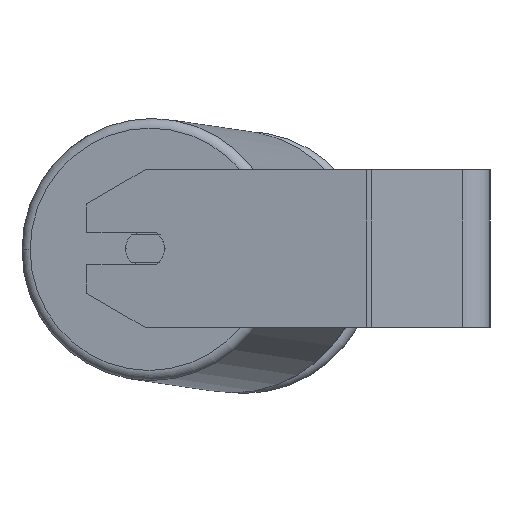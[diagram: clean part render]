
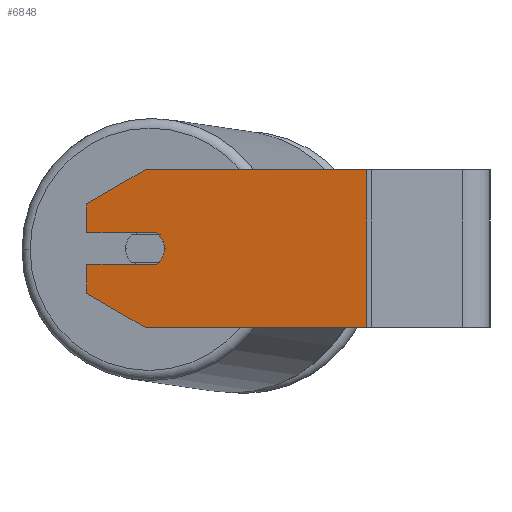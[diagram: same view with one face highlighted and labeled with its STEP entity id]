
A CAD part, left-side view. The second image highlights one B-rep face of the part: STEP entity #6848.
In plain terms, the highlighted planar face has unit normal (-0.985, 0.174, 0).
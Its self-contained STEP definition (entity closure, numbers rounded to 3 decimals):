
#18 = CARTESIAN_POINT ( 'NONE',  ( -414.762, 204.547, -40. ) ) ;
#60 = ORIENTED_EDGE ( 'NONE', *, *, #3290, .T. ) ;
#80 = DIRECTION ( 'NONE',  ( -0.174, -0.985, 0. ) ) ;
#88 = CARTESIAN_POINT ( 'NONE',  ( -419.971, 175.003, -40. ) ) ;
#170 = ORIENTED_EDGE ( 'NONE', *, *, #8250, .F. ) ;
#251 = EDGE_CURVE ( 'NONE', #8551, #7648, #8273, .T. ) ;
#253 = ORIENTED_EDGE ( 'NONE', *, *, #8576, .T. ) ;
#419 = DIRECTION ( 'NONE',  ( -0.174, -0.985, 0. ) ) ;
#576 = VERTEX_POINT ( 'NONE', #2965 ) ;
#614 = VERTEX_POINT ( 'NONE', #88 ) ;
#792 = CARTESIAN_POINT ( 'NONE',  ( -414.762, 204.547, 40. ) ) ;
#872 = LINE ( 'NONE', #5774, #6736 ) ;
#879 = ORIENTED_EDGE ( 'NONE', *, *, #5428, .F. ) ;
#899 = DIRECTION ( 'NONE',  ( -0.174, -0.985, 0. ) ) ;
#1078 = CARTESIAN_POINT ( 'NONE',  ( -414.762, 204.547, 40. ) ) ;
#1103 = PLANE ( 'NONE',  #6305 ) ;
#1153 = VERTEX_POINT ( 'NONE', #7692 ) ;
#1157 = LINE ( 'NONE', #1078, #5442 ) ;
#1251 = CARTESIAN_POINT ( 'NONE',  ( -419.971, 175.003, 0. ) ) ;
#1296 = ORIENTED_EDGE ( 'NONE', *, *, #4819, .F. ) ;
#1563 = DIRECTION ( 'NONE',  ( -0.15, -0.853, -0.5 ) ) ;
#1571 = CARTESIAN_POINT ( 'NONE',  ( -419.971, 175.003, 0. ) ) ;
#1802 = VECTOR ( 'NONE', #2415, 1000. ) ;
#1868 = VERTEX_POINT ( 'NONE', #2386 ) ;
#2221 = EDGE_CURVE ( 'NONE', #5104, #8463, #2451, .T. ) ;
#2285 = LINE ( 'NONE', #792, #2660 ) ;
#2386 = CARTESIAN_POINT ( 'NONE',  ( -414.762, 204.547, 22.679 ) ) ;
#2415 = DIRECTION ( 'NONE',  ( 0., 0., -1. ) ) ;
#2451 = LINE ( 'NONE', #3655, #1802 ) ;
#2551 = CARTESIAN_POINT ( 'NONE',  ( -421.013, 169.094, 8. ) ) ;
#2660 = VECTOR ( 'NONE', #5516, 1000. ) ;
#2829 = CARTESIAN_POINT ( 'NONE',  ( -421.708, 165.155, 0. ) ) ;
#2852 = VERTEX_POINT ( 'NONE', #7273 ) ;
#2965 = CARTESIAN_POINT ( 'NONE',  ( -414.762, 204.547, -22.679 ) ) ;
#3207 = VECTOR ( 'NONE', #1563, 1000. ) ;
#3290 = EDGE_CURVE ( 'NONE', #2852, #576, #2285, .T. ) ;
#3377 = LINE ( 'NONE', #18, #4748 ) ;
#3392 = CARTESIAN_POINT ( 'NONE',  ( -421.013, 169.094, -8. ) ) ;
#3655 = CARTESIAN_POINT ( 'NONE',  ( -439.787, 62.62, 40. ) ) ;
#3661 = FACE_OUTER_BOUND ( 'NONE', #7608, .T. ) ;
#3805 = DIRECTION ( 'NONE',  ( -0.985, 0.174, 0. ) ) ;
#3826 = CARTESIAN_POINT ( 'NONE',  ( -414.762, 204.547, 40. ) ) ;
#4069 = CARTESIAN_POINT ( 'NONE',  ( -421.013, 169.094, -8. ) ) ;
#4281 = LINE ( 'NONE', #6920, #3207 ) ;
#4555 = VERTEX_POINT ( 'NONE', #7982 ) ;
#4561 = VECTOR ( 'NONE', #80, 1000. ) ;
#4748 = VECTOR ( 'NONE', #6081, 1000. ) ;
#4819 = EDGE_CURVE ( 'NONE', #4555, #5104, #1157, .T. ) ;
#4913 = AXIS2_PLACEMENT_3D ( 'NONE', #1251, #3805, #419 ) ;
#5054 = VECTOR ( 'NONE', #8280, 1000. ) ;
#5084 = ORIENTED_EDGE ( 'NONE', *, *, #2221, .F. ) ;
#5104 = VERTEX_POINT ( 'NONE', #6414 ) ;
#5195 = CIRCLE ( 'NONE', #4913, 10. ) ;
#5210 = DIRECTION ( 'NONE',  ( 0.985, -0.174, 0. ) ) ;
#5232 = ORIENTED_EDGE ( 'NONE', *, *, #8507, .T. ) ;
#5407 = CARTESIAN_POINT ( 'NONE',  ( -421.013, 169.094, 8. ) ) ;
#5428 = EDGE_CURVE ( 'NONE', #2852, #7995, #6856, .T. ) ;
#5442 = VECTOR ( 'NONE', #7769, 1000. ) ;
#5516 = DIRECTION ( 'NONE',  ( 0., 0., -1. ) ) ;
#5774 = CARTESIAN_POINT ( 'NONE',  ( -414.762, 204.547, 22.679 ) ) ;
#5930 = LINE ( 'NONE', #2551, #7577 ) ;
#6081 = DIRECTION ( 'NONE',  ( -0.174, -0.985, 0. ) ) ;
#6283 = CARTESIAN_POINT ( 'NONE',  ( -414.762, 204.547, 40. ) ) ;
#6305 = AXIS2_PLACEMENT_3D ( 'NONE', #3826, #5210, #8577 ) ;
#6338 = LINE ( 'NONE', #6283, #5054 ) ;
#6414 = CARTESIAN_POINT ( 'NONE',  ( -439.787, 62.62, 40. ) ) ;
#6451 = ORIENTED_EDGE ( 'NONE', *, *, #7677, .T. ) ;
#6470 = EDGE_CURVE ( 'NONE', #7648, #1153, #5930, .T. ) ;
#6722 = DIRECTION ( 'NONE',  ( 0.174, 0.985, 0. ) ) ;
#6736 = VECTOR ( 'NONE', #8304, 1000. ) ;
#6848 = ADVANCED_FACE ( 'NONE', ( #3661 ), #1103, .F. ) ;
#6856 = LINE ( 'NONE', #3392, #4561 ) ;
#6898 = ORIENTED_EDGE ( 'NONE', *, *, #6470, .F. ) ;
#6920 = CARTESIAN_POINT ( 'NONE',  ( -419.971, 175.003, -40. ) ) ;
#6966 = DIRECTION ( 'NONE',  ( -0.985, 0.174, 0. ) ) ;
#7273 = CARTESIAN_POINT ( 'NONE',  ( -414.762, 204.547, -8. ) ) ;
#7577 = VECTOR ( 'NONE', #6722, 1000. ) ;
#7595 = AXIS2_PLACEMENT_3D ( 'NONE', #1571, #6966, #899 ) ;
#7608 = EDGE_LOOP ( 'NONE', ( #170, #879, #60, #5232, #8185, #5084, #1296, #6451, #253, #6898, #8693 ) ) ;
#7631 = EDGE_CURVE ( 'NONE', #614, #8463, #3377, .T. ) ;
#7648 = VERTEX_POINT ( 'NONE', #5407 ) ;
#7677 = EDGE_CURVE ( 'NONE', #4555, #1868, #872, .T. ) ;
#7692 = CARTESIAN_POINT ( 'NONE',  ( -414.762, 204.547, 8. ) ) ;
#7769 = DIRECTION ( 'NONE',  ( -0.174, -0.985, 0. ) ) ;
#7982 = CARTESIAN_POINT ( 'NONE',  ( -419.971, 175.003, 40. ) ) ;
#7995 = VERTEX_POINT ( 'NONE', #4069 ) ;
#8020 = CARTESIAN_POINT ( 'NONE',  ( -439.787, 62.62, -40. ) ) ;
#8185 = ORIENTED_EDGE ( 'NONE', *, *, #7631, .T. ) ;
#8250 = EDGE_CURVE ( 'NONE', #7995, #8551, #5195, .T. ) ;
#8273 = CIRCLE ( 'NONE', #7595, 10. ) ;
#8280 = DIRECTION ( 'NONE',  ( 0., 0., -1. ) ) ;
#8304 = DIRECTION ( 'NONE',  ( 0.15, 0.853, -0.5 ) ) ;
#8463 = VERTEX_POINT ( 'NONE', #8020 ) ;
#8507 = EDGE_CURVE ( 'NONE', #576, #614, #4281, .T. ) ;
#8551 = VERTEX_POINT ( 'NONE', #2829 ) ;
#8576 = EDGE_CURVE ( 'NONE', #1868, #1153, #6338, .T. ) ;
#8577 = DIRECTION ( 'NONE',  ( 0.174, 0.985, 0. ) ) ;
#8693 = ORIENTED_EDGE ( 'NONE', *, *, #251, .F. ) ;
